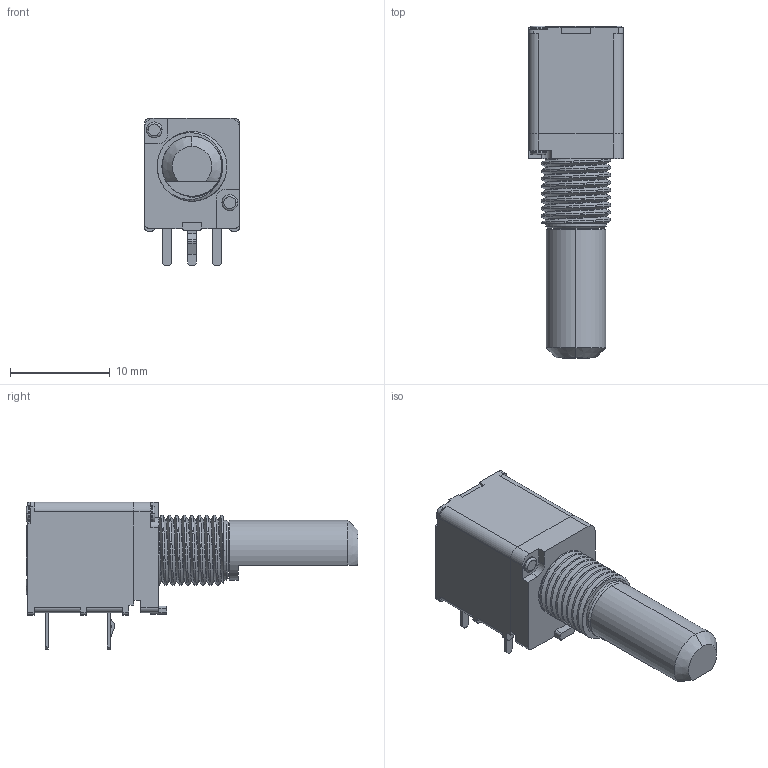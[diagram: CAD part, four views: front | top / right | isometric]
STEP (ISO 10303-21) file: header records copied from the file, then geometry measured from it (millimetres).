
FILE_DESCRIPTION(('STEP AP242'),'1');
FILE_NAME('rk09711110el.stp','2021-06-29T16:00:32',('TraceParts'),('TraceParts S.A.'),'Spatial InterOp 3D',' ',' ');
FILE_SCHEMA(('AP242_MANAGED_MODEL_BASED_3D_ENGINEERING_MIM_LF {1 0 10303 442 1 1 4}'));
Length unit declared in the file: millimetre
Products named in the file (1): rk09711110el
Bounding box: 9.5 x 33.3 x 14.85 mm (x, y, z)
Volume: 1902.5 mm3; surface area: 1317.2 mm2
Topology: 1 solids, 1 shells, 218 faces, 577 edges, 376 vertices
Faces by surface type: plane 111, cylinder 83, torus 16, cone 4, bspline 4
Entity records: 10298 total; most frequent: CARTESIAN_POINT 3117, ORIENTED_EDGE 1154, DIRECTION 1126, EDGE_CURVE 577, AXIS2_PLACEMENT_3D 384, VERTEX_POINT 376, LINE 358, VECTOR 358
